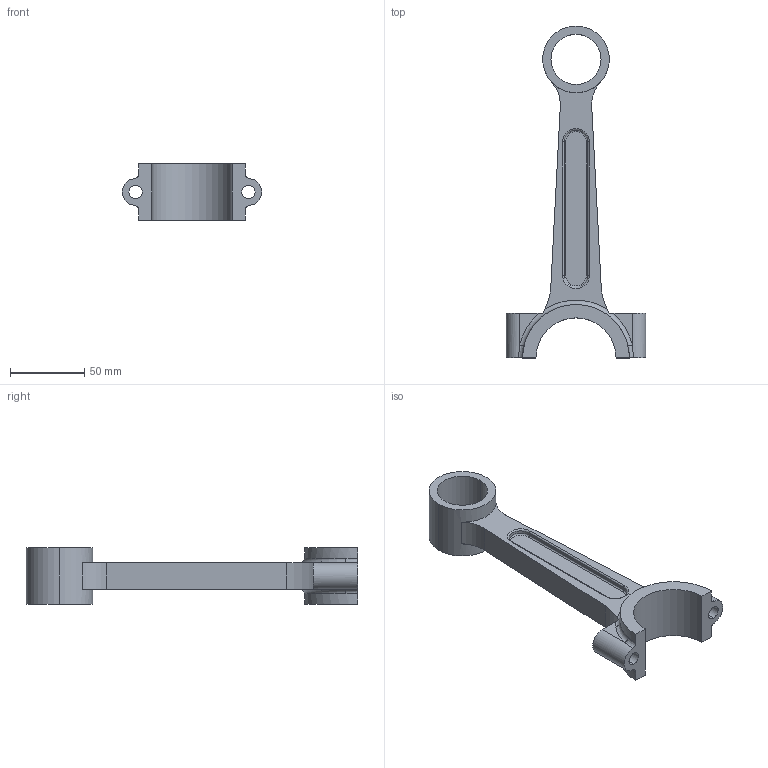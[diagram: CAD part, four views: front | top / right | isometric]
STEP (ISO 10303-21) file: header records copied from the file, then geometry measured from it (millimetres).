
FILE_DESCRIPTION (( 'STEP AP203' ), '1' );
FILE_NAME ('connecting rod.STEP', '2025-06-28T11:34:18', ( '' ), ( '' ), 'SwSTEP 2.0', 'SolidWorks 2025', '' );
FILE_SCHEMA (( 'CONFIG_CONTROL_DESIGN' ));
Length unit declared in the file: millimetre
Products named in the file (1): connecting rod
Bounding box: 94 x 223.7 x 38 mm (x, y, z)
Volume: 132601.6 mm3; surface area: 38266 mm2
Topology: 1 solids, 1 shells, 66 faces, 163 edges, 102 vertices
Faces by surface type: cylinder 30, plane 22, torus 10, bspline 4
Entity records: 2160 total; most frequent: CARTESIAN_POINT 480, DIRECTION 357, ORIENTED_EDGE 326, EDGE_CURVE 163, AXIS2_PLACEMENT_3D 147, VERTEX_POINT 102, CIRCLE 84, EDGE_LOOP 75
